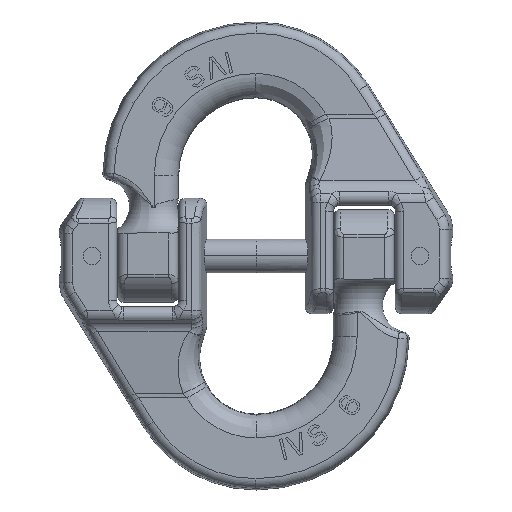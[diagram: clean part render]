
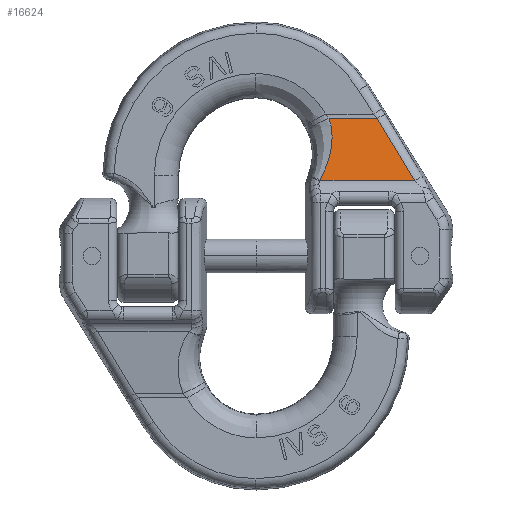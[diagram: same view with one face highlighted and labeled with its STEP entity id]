
A CAD part, top view. The second image highlights one B-rep face of the part: STEP entity #16624.
In plain terms, the highlighted planar face has unit normal (0, 0.139, 0.99).
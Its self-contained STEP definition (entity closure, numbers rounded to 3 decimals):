
#3635=CARTESIAN_POINT('',(17.227,19.554,3.438));
#3668=DIRECTION('',(-0.513,0.85,-0.119));
#3669=VECTOR('',#3668,10.416);
#3670=CARTESIAN_POINT('',(22.572,10.702,4.682));
#3671=LINE('',#3670,#3669);
#3672=DIRECTION('',(1.,0.,0.));
#3673=VECTOR('',#3672,13.48);
#3674=CARTESIAN_POINT('',(9.093,10.702,4.682));
#3675=LINE('',#3674,#3673);
#3676=CARTESIAN_POINT('',(9.143,10.812,4.667));
#3677=CARTESIAN_POINT('',(9.137,10.8,4.668));
#3678=CARTESIAN_POINT('',(9.125,10.776,4.672));
#3679=CARTESIAN_POINT('',(9.108,10.739,4.677));
#3680=CARTESIAN_POINT('',(9.098,10.715,4.68));
#3681=CARTESIAN_POINT('',(9.093,10.702,4.682));
#3683=CARTESIAN_POINT('',(10.395,19.554,3.438));
#3684=CARTESIAN_POINT('',(10.42,19.485,3.448));
#3685=CARTESIAN_POINT('',(10.468,19.345,3.467));
#3686=CARTESIAN_POINT('',(10.535,19.129,3.498));
#3687=CARTESIAN_POINT('',(10.595,18.908,3.529));
#3688=CARTESIAN_POINT('',(10.649,18.68,3.561));
#3689=CARTESIAN_POINT('',(10.697,18.447,3.594));
#3690=CARTESIAN_POINT('',(10.739,18.208,3.627));
#3691=CARTESIAN_POINT('',(10.773,17.963,3.662));
#3692=CARTESIAN_POINT('',(10.801,17.712,3.697));
#3693=CARTESIAN_POINT('',(10.821,17.456,3.733));
#3694=CARTESIAN_POINT('',(10.834,17.193,3.77));
#3695=CARTESIAN_POINT('',(10.838,16.924,3.808));
#3696=CARTESIAN_POINT('',(10.835,16.649,3.846));
#3697=CARTESIAN_POINT('',(10.823,16.367,3.886));
#3698=CARTESIAN_POINT('',(10.802,16.079,3.926));
#3699=CARTESIAN_POINT('',(10.772,15.784,3.968));
#3700=CARTESIAN_POINT('',(10.732,15.481,4.01));
#3701=CARTESIAN_POINT('',(10.682,15.171,4.054));
#3702=CARTESIAN_POINT('',(10.622,14.852,4.099));
#3703=CARTESIAN_POINT('',(10.549,14.523,4.145));
#3704=CARTESIAN_POINT('',(10.467,14.193,4.191));
#3705=CARTESIAN_POINT('',(10.38,13.878,4.236));
#3706=CARTESIAN_POINT('',(10.287,13.573,4.279));
#3707=CARTESIAN_POINT('',(10.191,13.279,4.32));
#3708=CARTESIAN_POINT('',(10.092,12.996,4.36));
#3709=CARTESIAN_POINT('',(9.991,12.722,4.398));
#3710=CARTESIAN_POINT('',(9.888,12.457,4.435));
#3711=CARTESIAN_POINT('',(9.783,12.201,4.471));
#3712=CARTESIAN_POINT('',(9.677,11.953,4.506));
#3713=CARTESIAN_POINT('',(9.571,11.712,4.54));
#3714=CARTESIAN_POINT('',(9.464,11.478,4.573));
#3715=CARTESIAN_POINT('',(9.357,11.25,4.605));
#3716=CARTESIAN_POINT('',(9.25,11.028,4.636));
#3717=CARTESIAN_POINT('',(9.179,10.884,4.657));
#3718=CARTESIAN_POINT('',(9.143,10.812,4.667));
#3720=DIRECTION('',(1.,0.,0.));
#3721=VECTOR('',#3720,6.832);
#3722=CARTESIAN_POINT('',(10.395,19.554,3.438));
#3723=LINE('',#3722,#3721);
#10096=VERTEX_POINT('',#3683);
#10097=VERTEX_POINT('',#3718);
#10138=VERTEX_POINT('',#3635);
#10140=CARTESIAN_POINT('',(22.572,10.702,4.682));
#10141=VERTEX_POINT('',#10140);
#10166=CARTESIAN_POINT('',(9.093,10.702,4.682));
#10167=VERTEX_POINT('',#10166);
#16610=CARTESIAN_POINT('',(0.,19.872,3.393));
#16611=DIRECTION('',(0.,-0.139,-0.99));
#16612=DIRECTION('',(0.,-0.99,0.139));
#16613=AXIS2_PLACEMENT_3D('',#16610,#16611,#16612);
#16614=PLANE('',#16613);
#16615=ORIENTED_EDGE('',*,*,#16602,.F.);
#16616=ORIENTED_EDGE('',*,*,#13936,.F.);
#16618=ORIENTED_EDGE('',*,*,#16617,.F.);
#16620=ORIENTED_EDGE('',*,*,#16619,.F.);
#16621=ORIENTED_EDGE('',*,*,#16544,.T.);
#16622=EDGE_LOOP('',(#16615,#16616,#16618,#16620,#16621));
#16623=FACE_OUTER_BOUND('',#16622,.F.);
#16624=ADVANCED_FACE('',(#16623),#16614,.F.);
#3682=B_SPLINE_CURVE_WITH_KNOTS('',3,(#3676,#3677,#3678,#3679,#3680,#3681),
.UNSPECIFIED.,.F.,.F.,(4,1,1,4),(0.,0.333,0.667,1.),
.UNSPECIFIED.);
#3719=B_SPLINE_CURVE_WITH_KNOTS('',3,(#3683,#3684,#3685,#3686,#3687,#3688,#3689,
#3690,#3691,#3692,#3693,#3694,#3695,#3696,#3697,#3698,#3699,#3700,#3701,#3702,
#3703,#3704,#3705,#3706,#3707,#3708,#3709,#3710,#3711,#3712,#3713,#3714,#3715,
#3716,#3717,#3718),.UNSPECIFIED.,.F.,.F.,(4,1,1,1,1,1,1,1,1,1,1,1,1,1,1,1,1,1,1,
1,1,1,1,1,1,1,1,1,1,1,1,1,1,4),(0.,0.03,0.061,
0.091,0.121,0.152,0.182,
0.212,0.242,0.273,0.303,
0.333,0.364,0.394,0.424,
0.455,0.485,0.515,0.545,
0.576,0.606,0.636,0.667,
0.697,0.727,0.758,0.788,
0.818,0.848,0.879,0.909,
0.939,0.97,1.),.UNSPECIFIED.);
#13936=EDGE_CURVE('',#10167,#10141,#3675,.T.);
#16544=EDGE_CURVE('',#10096,#10138,#3723,.T.);
#16602=EDGE_CURVE('',#10141,#10138,#3671,.T.);
#16617=EDGE_CURVE('',#10097,#10167,#3682,.T.);
#16619=EDGE_CURVE('',#10096,#10097,#3719,.T.);
